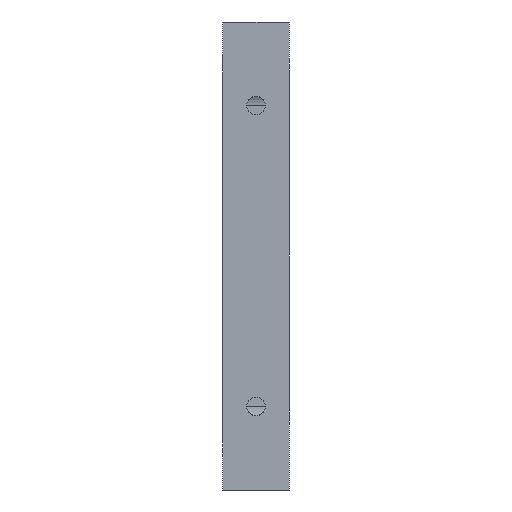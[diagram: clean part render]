
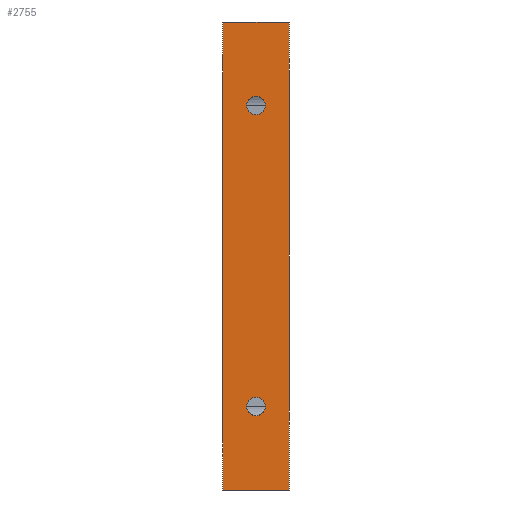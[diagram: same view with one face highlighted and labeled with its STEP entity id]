
A CAD part, left-side view. The second image highlights one B-rep face of the part: STEP entity #2755.
In plain terms, the highlighted planar face has unit normal (-1, 0, 0).
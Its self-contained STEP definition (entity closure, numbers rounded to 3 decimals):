
#89 = CARTESIAN_POINT ( 'NONE',  ( -230.803, 417., 115. ) ) ;
#121 = EDGE_CURVE ( 'NONE', #2303, #2227, #1284, .T. ) ;
#142 = CARTESIAN_POINT ( 'NONE',  ( -230.803, 427., 140. ) ) ;
#147 = AXIS2_PLACEMENT_3D ( 'NONE', #2117, #2134, #2108 ) ;
#171 = CARTESIAN_POINT ( 'NONE',  ( -230.803, 417., 117.75 ) ) ;
#190 = CARTESIAN_POINT ( 'NONE',  ( -230.803, 407., 140. ) ) ;
#279 = EDGE_CURVE ( 'NONE', #2643, #1491, #709, .T. ) ;
#300 = DIRECTION ( 'NONE',  ( 0., 0., 1. ) ) ;
#358 = ORIENTED_EDGE ( 'NONE', *, *, #2165, .F. ) ;
#405 = DIRECTION ( 'NONE',  ( -1., 0., 0. ) ) ;
#409 = VECTOR ( 'NONE', #1835, 1000. ) ;
#484 = ORIENTED_EDGE ( 'NONE', *, *, #1549, .F. ) ;
#594 = ORIENTED_EDGE ( 'NONE', *, *, #121, .T. ) ;
#602 = FACE_BOUND ( 'NONE', #1223, .T. ) ;
#625 = DIRECTION ( 'NONE',  ( 0., 0., 1. ) ) ;
#709 = CIRCLE ( 'NONE', #1859, 2.75 ) ;
#923 = FACE_OUTER_BOUND ( 'NONE', #1165, .T. ) ;
#952 = DIRECTION ( 'NONE',  ( 0., 0., -1. ) ) ;
#1052 = CARTESIAN_POINT ( 'NONE',  ( -230.803, 427., 140. ) ) ;
#1057 = CARTESIAN_POINT ( 'NONE',  ( -230.803, 417., 25. ) ) ;
#1087 = CARTESIAN_POINT ( 'NONE',  ( -230.803, 427., 0. ) ) ;
#1132 = ORIENTED_EDGE ( 'NONE', *, *, #1283, .F. ) ;
#1165 = EDGE_LOOP ( 'NONE', ( #1998, #1365, #358, #594 ) ) ;
#1172 = EDGE_CURVE ( 'NONE', #2227, #2497, #2287, .T. ) ;
#1197 = FACE_BOUND ( 'NONE', #2795, .T. ) ;
#1223 = EDGE_LOOP ( 'NONE', ( #484, #1555 ) ) ;
#1270 = DIRECTION ( 'NONE',  ( 0., -1., 0. ) ) ;
#1283 = EDGE_CURVE ( 'NONE', #1491, #2643, #2758, .T. ) ;
#1284 = LINE ( 'NONE', #142, #1548 ) ;
#1335 = EDGE_CURVE ( 'NONE', #2178, #2497, #2316, .T. ) ;
#1365 = ORIENTED_EDGE ( 'NONE', *, *, #1335, .F. ) ;
#1421 = CARTESIAN_POINT ( 'NONE',  ( -230.803, 417., 25. ) ) ;
#1434 = AXIS2_PLACEMENT_3D ( 'NONE', #1057, #405, #625 ) ;
#1443 = CARTESIAN_POINT ( 'NONE',  ( -230.803, 417., 27.75 ) ) ;
#1491 = VERTEX_POINT ( 'NONE', #2393 ) ;
#1548 = VECTOR ( 'NONE', #2298, 1000. ) ;
#1549 = EDGE_CURVE ( 'NONE', #2661, #1719, #2184, .T. ) ;
#1555 = ORIENTED_EDGE ( 'NONE', *, *, #2233, .F. ) ;
#1589 = DIRECTION ( 'NONE',  ( -1., 0., 0. ) ) ;
#1666 = CARTESIAN_POINT ( 'NONE',  ( -230.803, 427., 0. ) ) ;
#1708 = VECTOR ( 'NONE', #1270, 1000. ) ;
#1719 = VERTEX_POINT ( 'NONE', #1836 ) ;
#1773 = LINE ( 'NONE', #1052, #1708 ) ;
#1813 = CARTESIAN_POINT ( 'NONE',  ( -230.803, 427., 140. ) ) ;
#1835 = DIRECTION ( 'NONE',  ( 0., -1., 0. ) ) ;
#1836 = CARTESIAN_POINT ( 'NONE',  ( -230.803, 417., 22.25 ) ) ;
#1847 = VECTOR ( 'NONE', #1927, 1000. ) ;
#1859 = AXIS2_PLACEMENT_3D ( 'NONE', #89, #1589, #2418 ) ;
#1927 = DIRECTION ( 'NONE',  ( 0., 0., -1. ) ) ;
#1998 = ORIENTED_EDGE ( 'NONE', *, *, #1172, .T. ) ;
#2005 = PLANE ( 'NONE',  #2406 ) ;
#2042 = DIRECTION ( 'NONE',  ( -1., 0., 0. ) ) ;
#2108 = DIRECTION ( 'NONE',  ( 0., 0., -1. ) ) ;
#2117 = CARTESIAN_POINT ( 'NONE',  ( -230.803, 417., 115. ) ) ;
#2134 = DIRECTION ( 'NONE',  ( -1., 0., 0. ) ) ;
#2165 = EDGE_CURVE ( 'NONE', #2303, #2178, #1773, .T. ) ;
#2178 = VERTEX_POINT ( 'NONE', #190 ) ;
#2179 = CARTESIAN_POINT ( 'NONE',  ( -230.803, 407., 140. ) ) ;
#2184 = CIRCLE ( 'NONE', #2591, 2.75 ) ;
#2195 = CARTESIAN_POINT ( 'NONE',  ( -230.803, 427., 140. ) ) ;
#2196 = ORIENTED_EDGE ( 'NONE', *, *, #279, .F. ) ;
#2227 = VERTEX_POINT ( 'NONE', #1087 ) ;
#2229 = DIRECTION ( 'NONE',  ( 1., 0., 0. ) ) ;
#2233 = EDGE_CURVE ( 'NONE', #1719, #2661, #2396, .T. ) ;
#2287 = LINE ( 'NONE', #1666, #409 ) ;
#2298 = DIRECTION ( 'NONE',  ( 0., 0., -1. ) ) ;
#2303 = VERTEX_POINT ( 'NONE', #2195 ) ;
#2316 = LINE ( 'NONE', #2179, #1847 ) ;
#2393 = CARTESIAN_POINT ( 'NONE',  ( -230.803, 417., 112.25 ) ) ;
#2396 = CIRCLE ( 'NONE', #1434, 2.75 ) ;
#2406 = AXIS2_PLACEMENT_3D ( 'NONE', #1813, #2229, #952 ) ;
#2418 = DIRECTION ( 'NONE',  ( 0., 0., -1. ) ) ;
#2491 = CARTESIAN_POINT ( 'NONE',  ( -230.803, 407., 0. ) ) ;
#2497 = VERTEX_POINT ( 'NONE', #2491 ) ;
#2591 = AXIS2_PLACEMENT_3D ( 'NONE', #1421, #2042, #300 ) ;
#2643 = VERTEX_POINT ( 'NONE', #171 ) ;
#2661 = VERTEX_POINT ( 'NONE', #1443 ) ;
#2755 = ADVANCED_FACE ( 'NONE', ( #602, #1197, #923 ), #2005, .F. ) ;
#2758 = CIRCLE ( 'NONE', #147, 2.75 ) ;
#2795 = EDGE_LOOP ( 'NONE', ( #2196, #1132 ) ) ;
